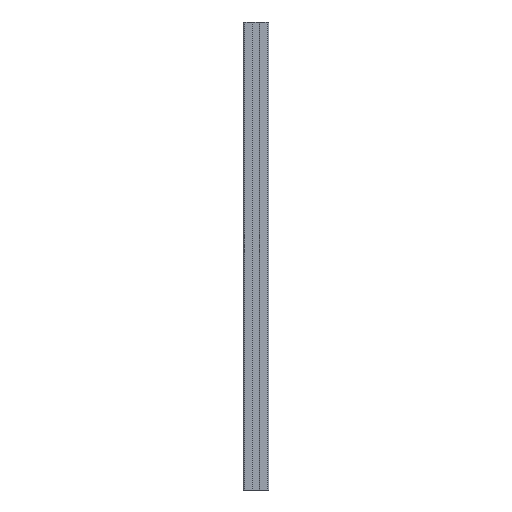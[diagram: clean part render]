
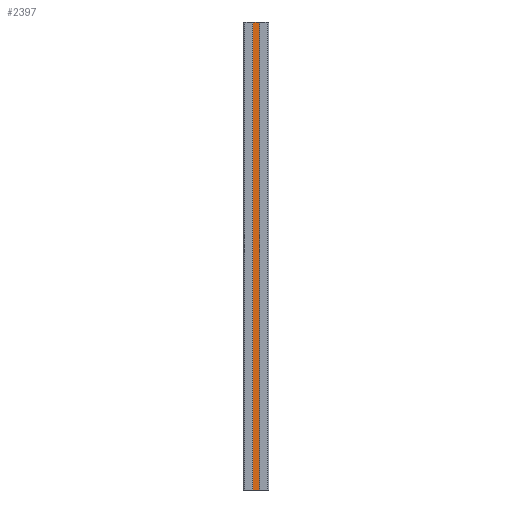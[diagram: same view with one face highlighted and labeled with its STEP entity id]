
A CAD part, left-side view. The second image highlights one B-rep face of the part: STEP entity #2397.
In plain terms, the highlighted planar face has unit normal (-1, 0, 0).
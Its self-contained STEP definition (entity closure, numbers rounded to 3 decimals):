
#137=FACE_OUTER_BOUND('',#269,.T.);
#269=EDGE_LOOP('',(#2019,#2020,#2021,#2022));
#358=LINE('',#3523,#614);
#421=LINE('',#3738,#677);
#528=LINE('',#4011,#784);
#529=LINE('',#4013,#785);
#614=VECTOR('',#2786,1000.);
#677=VECTOR('',#2945,1000.);
#784=VECTOR('',#3226,10.);
#785=VECTOR('',#3229,10.);
#1002=VERTEX_POINT('',#3520);
#1003=VERTEX_POINT('',#3522);
#1106=VERTEX_POINT('',#3735);
#1107=VERTEX_POINT('',#3737);
#1242=EDGE_CURVE('',#1002,#1003,#358,.T.);
#1349=EDGE_CURVE('',#1107,#1106,#421,.T.);
#1488=EDGE_CURVE('',#1107,#1002,#528,.T.);
#1489=EDGE_CURVE('',#1106,#1003,#529,.T.);
#2019=ORIENTED_EDGE('',*,*,#1349,.T.);
#2020=ORIENTED_EDGE('',*,*,#1489,.T.);
#2021=ORIENTED_EDGE('',*,*,#1242,.F.);
#2022=ORIENTED_EDGE('',*,*,#1488,.F.);
#2296=PLANE('',#2637);
#2397=ADVANCED_FACE('',(#137),#2296,.F.);
#2637=AXIS2_PLACEMENT_3D('',#4012,#3227,#3228);
#2786=DIRECTION('',(0.,-1.,0.));
#2945=DIRECTION('',(0.,-1.,0.));
#3226=DIRECTION('',(0.,0.,1.));
#3227=DIRECTION('center_axis',(1.,0.,0.));
#3228=DIRECTION('ref_axis',(0.,0.,-1.));
#3229=DIRECTION('',(0.,0.,1.));
#3520=CARTESIAN_POINT('',(-5.95,4.753,500.));
#3522=CARTESIAN_POINT('',(-5.95,-4.753,500.));
#3523=CARTESIAN_POINT('',(-5.95,4.753,500.));
#3735=CARTESIAN_POINT('',(-5.95,-4.753,-50.));
#3737=CARTESIAN_POINT('',(-5.95,4.753,-50.));
#3738=CARTESIAN_POINT('',(-5.95,4.753,-50.));
#4011=CARTESIAN_POINT('',(-5.95,4.753,50.));
#4012=CARTESIAN_POINT('Origin',(-5.95,4.753,50.));
#4013=CARTESIAN_POINT('',(-5.95,-4.753,50.));
